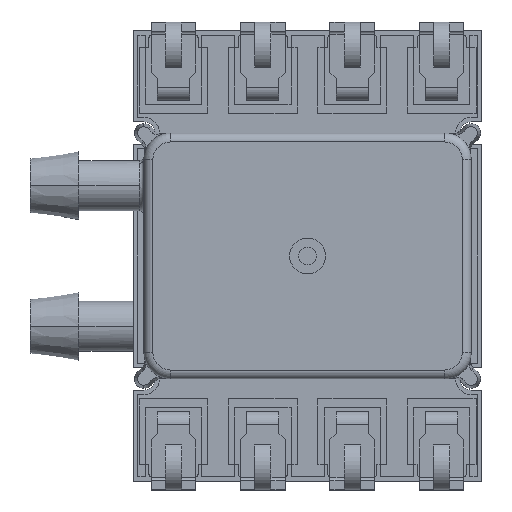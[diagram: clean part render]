
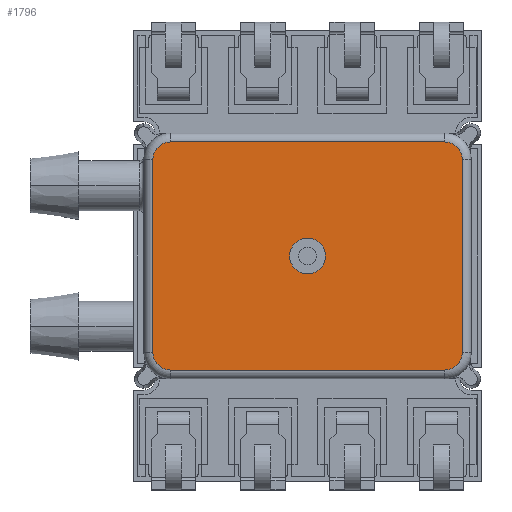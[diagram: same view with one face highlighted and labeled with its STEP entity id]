
A CAD part, front view. The second image highlights one B-rep face of the part: STEP entity #1796.
In plain terms, the highlighted face is planar.
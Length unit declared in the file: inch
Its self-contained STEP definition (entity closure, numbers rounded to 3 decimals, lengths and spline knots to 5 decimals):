
#172 = EDGE_LOOP ( 'NONE', ( #4532, #4550, #4553, #4545, #4536, #4509, #4502, #4522 ) ) ;
#176 = EDGE_LOOP ( 'NONE', ( #4505, #4523 ) ) ;
#1796 = ADVANCED_FACE ( 'NONE', ( #10822, #10818 ), #12787, .T. ) ;
#2723 = AXIS2_PLACEMENT_3D ( 'NONE', #6780, #6782, #6808 ) ;
#2811 = AXIS2_PLACEMENT_3D ( 'NONE', #8020, #8031, #8014 ) ;
#2821 = AXIS2_PLACEMENT_3D ( 'NONE', #8016, #11915, #11913 ) ;
#2823 = AXIS2_PLACEMENT_3D ( 'NONE', #8010, #8024, #8007 ) ;
#2826 = AXIS2_PLACEMENT_3D ( 'NONE', #8032, #8011, #8034 ) ;
#2844 = AXIS2_PLACEMENT_3D ( 'NONE', #7953, #7967, #7961 ) ;
#4502 = ORIENTED_EDGE ( 'NONE', *, *, #15029, .T. ) ;
#4505 = ORIENTED_EDGE ( 'NONE', *, *, #15048, .F. ) ;
#4509 = ORIENTED_EDGE ( 'NONE', *, *, #15043, .T. ) ;
#4522 = ORIENTED_EDGE ( 'NONE', *, *, #15044, .T. ) ;
#4523 = ORIENTED_EDGE ( 'NONE', *, *, #11938, .F. ) ;
#4532 = ORIENTED_EDGE ( 'NONE', *, *, #15025, .T. ) ;
#4536 = ORIENTED_EDGE ( 'NONE', *, *, #15051, .T. ) ;
#4545 = ORIENTED_EDGE ( 'NONE', *, *, #15046, .T. ) ;
#4550 = ORIENTED_EDGE ( 'NONE', *, *, #15028, .T. ) ;
#4553 = ORIENTED_EDGE ( 'NONE', *, *, #15030, .T. ) ;
#4720 = AXIS2_PLACEMENT_3D ( 'NONE', #12761, #12754, #12775 ) ;
#6780 = CARTESIAN_POINT ( 'NONE',  ( 0., 0.10472, 0. ) ) ;
#6782 = DIRECTION ( 'NONE',  ( 0., 1., 0. ) ) ;
#6808 = DIRECTION ( 'NONE',  ( 0., 0., 1. ) ) ;
#7786 = CARTESIAN_POINT ( 'NONE',  ( 0., 0.10472, -0.02 ) ) ;
#7797 = CARTESIAN_POINT ( 'NONE',  ( 0., 0.10472, 0.02 ) ) ;
#7865 = CARTESIAN_POINT ( 'NONE',  ( -0.15354, 0.10472, -0.1276 ) ) ;
#7867 = CARTESIAN_POINT ( 'NONE',  ( -0.17307, 0.10472, 0.10807 ) ) ;
#7881 = CARTESIAN_POINT ( 'NONE',  ( 0.15354, 0.10472, 0.1276 ) ) ;
#7910 = CARTESIAN_POINT ( 'NONE',  ( 0.15354, 0.10472, -0.1276 ) ) ;
#7913 = CARTESIAN_POINT ( 'NONE',  ( -0.17307, 0.10472, -0.10807 ) ) ;
#7917 = CARTESIAN_POINT ( 'NONE',  ( -0.15354, 0.10472, 0.1276 ) ) ;
#7920 = CARTESIAN_POINT ( 'NONE',  ( 0.17307, 0.10472, 0.10807 ) ) ;
#7922 = CARTESIAN_POINT ( 'NONE',  ( 0.17307, 0.10472, -0.10807 ) ) ;
#7953 = CARTESIAN_POINT ( 'NONE',  ( -0.15354, 0.10472, 0.10807 ) ) ;
#7954 = CARTESIAN_POINT ( 'NONE',  ( 0.15354, 0.10472, 0.1276 ) ) ;
#7956 = DIRECTION ( 'NONE',  ( -1., 0., 0. ) ) ;
#7961 = DIRECTION ( 'NONE',  ( 0., 0., 1. ) ) ;
#7965 = DIRECTION ( 'NONE',  ( 0., 0., 1. ) ) ;
#7967 = DIRECTION ( 'NONE',  ( 0., 1., 0. ) ) ;
#7970 = CARTESIAN_POINT ( 'NONE',  ( -0.15354, 0.10472, -0.1276 ) ) ;
#7977 = DIRECTION ( 'NONE',  ( 1., 0., 0. ) ) ;
#7980 = CARTESIAN_POINT ( 'NONE',  ( -0.17307, 0.10472, 0.10807 ) ) ;
#8007 = DIRECTION ( 'NONE',  ( 0., 0., 1. ) ) ;
#8010 = CARTESIAN_POINT ( 'NONE',  ( -0.15354, 0.10472, -0.10807 ) ) ;
#8011 = DIRECTION ( 'NONE',  ( 0., 1., 0. ) ) ;
#8014 = DIRECTION ( 'NONE',  ( 0., 0., 1. ) ) ;
#8016 = CARTESIAN_POINT ( 'NONE',  ( 0., 0.10472, 0. ) ) ;
#8020 = CARTESIAN_POINT ( 'NONE',  ( 0.15354, 0.10472, 0.10807 ) ) ;
#8024 = DIRECTION ( 'NONE',  ( 0., 1., 0. ) ) ;
#8031 = DIRECTION ( 'NONE',  ( 0., 1., 0. ) ) ;
#8032 = CARTESIAN_POINT ( 'NONE',  ( 0.15354, 0.10472, -0.10807 ) ) ;
#8034 = DIRECTION ( 'NONE',  ( 0., 0., 1. ) ) ;
#10818 = FACE_OUTER_BOUND ( 'NONE', #172, .T. ) ;
#10822 = FACE_BOUND ( 'NONE', #176, .T. ) ;
#11880 = DIRECTION ( 'NONE',  ( 0., 0., -1. ) ) ;
#11883 = CARTESIAN_POINT ( 'NONE',  ( 0.17307, 0.10472, -0.10807 ) ) ;
#11913 = DIRECTION ( 'NONE',  ( 0., 0., 1. ) ) ;
#11915 = DIRECTION ( 'NONE',  ( 0., 1., 0. ) ) ;
#11938 = EDGE_CURVE ( 'NONE', #14652, #14635, #15125, .T. ) ;
#12754 = DIRECTION ( 'NONE',  ( 0., 1., 0. ) ) ;
#12761 = CARTESIAN_POINT ( 'NONE',  ( -0.15354, 0.10472, 0.10807 ) ) ;
#12775 = DIRECTION ( 'NONE',  ( 0., 0., 1. ) ) ;
#12787 = PLANE ( 'NONE',  #4720 ) ;
#14635 = VERTEX_POINT ( 'NONE', #7797 ) ;
#14652 = VERTEX_POINT ( 'NONE', #7786 ) ;
#14746 = VERTEX_POINT ( 'NONE', #7867 ) ;
#14758 = VERTEX_POINT ( 'NONE', #7865 ) ;
#14761 = VERTEX_POINT ( 'NONE', #7881 ) ;
#14772 = VERTEX_POINT ( 'NONE', #7910 ) ;
#14781 = VERTEX_POINT ( 'NONE', #7917 ) ;
#14788 = VERTEX_POINT ( 'NONE', #7913 ) ;
#14793 = VERTEX_POINT ( 'NONE', #7922 ) ;
#14795 = VERTEX_POINT ( 'NONE', #7920 ) ;
#15025 = EDGE_CURVE ( 'NONE', #14788, #14746, #16121, .T. ) ;
#15028 = EDGE_CURVE ( 'NONE', #14746, #14781, #16092, .T. ) ;
#15029 = EDGE_CURVE ( 'NONE', #14772, #14758, #16107, .T. ) ;
#15030 = EDGE_CURVE ( 'NONE', #14781, #14761, #16119, .T. ) ;
#15043 = EDGE_CURVE ( 'NONE', #14793, #14772, #16077, .T. ) ;
#15044 = EDGE_CURVE ( 'NONE', #14758, #14788, #16111, .T. ) ;
#15046 = EDGE_CURVE ( 'NONE', #14761, #14795, #16097, .T. ) ;
#15048 = EDGE_CURVE ( 'NONE', #14635, #14652, #16113, .T. ) ;
#15051 = EDGE_CURVE ( 'NONE', #14795, #14793, #16099, .T. ) ;
#15125 = CIRCLE ( 'NONE', #2723, 0.02 ) ;
#16077 = CIRCLE ( 'NONE', #2826, 0.01953 ) ;
#16092 = CIRCLE ( 'NONE', #2844, 0.01953 ) ;
#16097 = CIRCLE ( 'NONE', #2811, 0.01953 ) ;
#16099 = LINE ( 'NONE', #11883, #16104 ) ;
#16102 = VECTOR ( 'NONE', #7956, 39.37008 ) ;
#16104 = VECTOR ( 'NONE', #11880, 39.37008 ) ;
#16105 = VECTOR ( 'NONE', #7977, 39.37008 ) ;
#16106 = VECTOR ( 'NONE', #7965, 39.37008 ) ;
#16107 = LINE ( 'NONE', #7970, #16102 ) ;
#16111 = CIRCLE ( 'NONE', #2823, 0.01953 ) ;
#16113 = CIRCLE ( 'NONE', #2821, 0.02 ) ;
#16119 = LINE ( 'NONE', #7954, #16105 ) ;
#16121 = LINE ( 'NONE', #7980, #16106 ) ;
